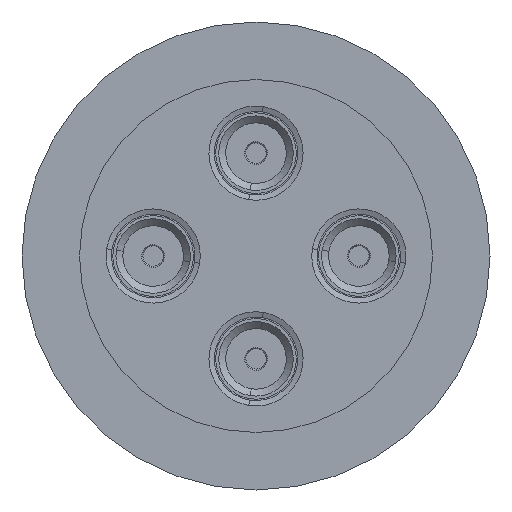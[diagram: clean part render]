
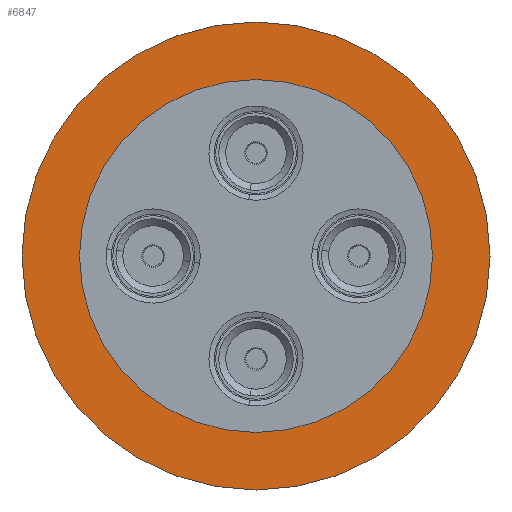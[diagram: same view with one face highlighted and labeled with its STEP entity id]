
A CAD part, front view. The second image highlights one B-rep face of the part: STEP entity #6847.
In plain terms, the highlighted planar face has unit normal (0, -1, 0).
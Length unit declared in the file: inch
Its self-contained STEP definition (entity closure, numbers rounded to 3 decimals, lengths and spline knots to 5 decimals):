
#125 = AXIS2_PLACEMENT_3D ( 'NONE', #2759, #2760, #2761 ) ;
#1041 = CIRCLE ( 'NONE', #125, 0.815 ) ;
#1053 = CIRCLE ( 'NONE', #1768, 0.815 ) ;
#1078 = CIRCLE ( 'NONE', #1786, 1.08053 ) ;
#1097 = CIRCLE ( 'NONE', #1793, 1.08053 ) ;
#1426 = EDGE_CURVE ( 'NONE', #3969, #3967, #1041, .T. ) ;
#1434 = EDGE_CURVE ( 'NONE', #3967, #3969, #1053, .T. ) ;
#1459 = EDGE_CURVE ( 'NONE', #3961, #3962, #1078, .T. ) ;
#1468 = EDGE_CURVE ( 'NONE', #3962, #3961, #1097, .T. ) ;
#1552 = ORIENTED_EDGE ( 'NONE', *, *, #1434, .T. ) ;
#1554 = ORIENTED_EDGE ( 'NONE', *, *, #1468, .F. ) ;
#1555 = ORIENTED_EDGE ( 'NONE', *, *, #1426, .T. ) ;
#1557 = ORIENTED_EDGE ( 'NONE', *, *, #1459, .F. ) ;
#1768 = AXIS2_PLACEMENT_3D ( 'NONE', #2780, #2781, #2782 ) ;
#1786 = AXIS2_PLACEMENT_3D ( 'NONE', #4428, #4429, #4430 ) ;
#1793 = AXIS2_PLACEMENT_3D ( 'NONE', #4452, #4453, #4454 ) ;
#2117 = AXIS2_PLACEMENT_3D ( 'NONE', #5651, #5661, #5662 ) ;
#2759 = CARTESIAN_POINT ( 'NONE',  ( 0., -0.1, 0. ) ) ;
#2760 = DIRECTION ( 'NONE',  ( 0., 1., 0. ) ) ;
#2761 = DIRECTION ( 'NONE',  ( 1., 0., 0. ) ) ;
#2780 = CARTESIAN_POINT ( 'NONE',  ( 0., -0.1, 0. ) ) ;
#2781 = DIRECTION ( 'NONE',  ( 0., 1., 0. ) ) ;
#2782 = DIRECTION ( 'NONE',  ( 1., 0., 0. ) ) ;
#3474 = FACE_OUTER_BOUND ( 'NONE', #6388, .T. ) ;
#3479 = FACE_BOUND ( 'NONE', #6390, .T. ) ;
#3961 = VERTEX_POINT ( 'NONE', #4802 ) ;
#3962 = VERTEX_POINT ( 'NONE', #4803 ) ;
#3967 = VERTEX_POINT ( 'NONE', #4916 ) ;
#3969 = VERTEX_POINT ( 'NONE', #4918 ) ;
#4428 = CARTESIAN_POINT ( 'NONE',  ( 0., -0.1, 0. ) ) ;
#4429 = DIRECTION ( 'NONE',  ( 0., 1., 0. ) ) ;
#4430 = DIRECTION ( 'NONE',  ( 1., 0., 0. ) ) ;
#4452 = CARTESIAN_POINT ( 'NONE',  ( 0., -0.1, 0. ) ) ;
#4453 = DIRECTION ( 'NONE',  ( 0., 1., 0. ) ) ;
#4454 = DIRECTION ( 'NONE',  ( 1., 0., 0. ) ) ;
#4802 = CARTESIAN_POINT ( 'NONE',  ( -1.08053, -0.1, 0. ) ) ;
#4803 = CARTESIAN_POINT ( 'NONE',  ( 1.08053, -0.1, 0. ) ) ;
#4916 = CARTESIAN_POINT ( 'NONE',  ( 0.815, -0.1, 0. ) ) ;
#4918 = CARTESIAN_POINT ( 'NONE',  ( -0.815, -0.1, 0. ) ) ;
#5651 = CARTESIAN_POINT ( 'NONE',  ( 0., -0.1, 0. ) ) ;
#5659 = PLANE ( 'NONE',  #2117 ) ;
#5661 = DIRECTION ( 'NONE',  ( 0., -1., 0. ) ) ;
#5662 = DIRECTION ( 'NONE',  ( -1., 0., 0. ) ) ;
#6388 = EDGE_LOOP ( 'NONE', ( #1554, #1557 ) ) ;
#6390 = EDGE_LOOP ( 'NONE', ( #1552, #1555 ) ) ;
#6847 = ADVANCED_FACE ( 'NONE', ( #3479, #3474 ), #5659, .T. ) ;
